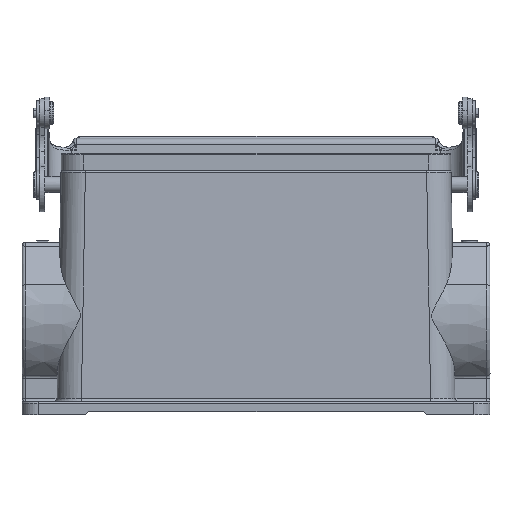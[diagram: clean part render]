
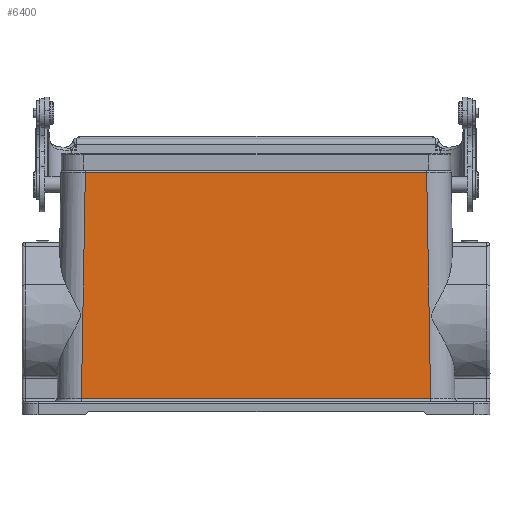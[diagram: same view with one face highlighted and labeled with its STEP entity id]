
A CAD part, top view. The second image highlights one B-rep face of the part: STEP entity #6400.
In plain terms, the highlighted planar face has unit normal (0, 0.018, 1).
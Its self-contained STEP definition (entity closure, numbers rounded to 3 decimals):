
#4516=FACE_OUTER_BOUND('',#9666,.T.);
#6400=ADVANCED_FACE('',(#4516),#7085,.T.);
#7085=PLANE('',#26154);
#9666=EDGE_LOOP('',(#14882,#14883,#14884,#14885));
#14882=ORIENTED_EDGE('',*,*,#21034,.T.);
#14883=ORIENTED_EDGE('',*,*,#21119,.F.);
#14884=ORIENTED_EDGE('',*,*,#21118,.T.);
#14885=ORIENTED_EDGE('',*,*,#21120,.F.);
#18092=VERTEX_POINT('',#41714);
#18098=VERTEX_POINT('',#41769);
#18148=VERTEX_POINT('',#42351);
#18149=VERTEX_POINT('',#42373);
#21034=EDGE_CURVE('',#18098,#18092,#22875,.T.);
#21118=EDGE_CURVE('',#18148,#18149,#22893,.T.);
#21119=EDGE_CURVE('',#18148,#18092,#22894,.T.);
#21120=EDGE_CURVE('',#18098,#18149,#22895,.T.);
#22875=LINE('',#41780,#24317);
#22893=LINE('',#42406,#24335);
#22894=LINE('',#42408,#24336);
#22895=LINE('',#42409,#24337);
#24317=VECTOR('',#30411,1.);
#24335=VECTOR('',#30515,1.);
#24336=VECTOR('',#30518,1.);
#24337=VECTOR('',#30519,1.);
#26154=AXIS2_PLACEMENT_3D('',#42410,#30520,#30521);
#30411=DIRECTION('',(-1.,0.,0.));
#30515=DIRECTION('',(1.,0.,0.));
#30518=DIRECTION('',(0.017,1.,-0.017));
#30519=DIRECTION('',(0.017,-1.,0.017));
#30520=DIRECTION('',(0.,0.017,1.));
#30521=DIRECTION('',(0.,-1.,0.017));
#41714=CARTESIAN_POINT('',(20.49,74.509,-6.491));
#41769=CARTESIAN_POINT('',(125.51,74.509,-6.491));
#41780=CARTESIAN_POINT('',(125.51,74.509,-6.491));
#42351=CARTESIAN_POINT('',(19.277,4.983,-5.278));
#42373=CARTESIAN_POINT('',(126.723,4.983,-5.278));
#42406=CARTESIAN_POINT('',(19.277,4.983,-5.278));
#42408=CARTESIAN_POINT('',(19.277,4.983,-5.278));
#42409=CARTESIAN_POINT('',(125.51,74.509,-6.491));
#42410=CARTESIAN_POINT('',(73.,39.746,-5.885));
